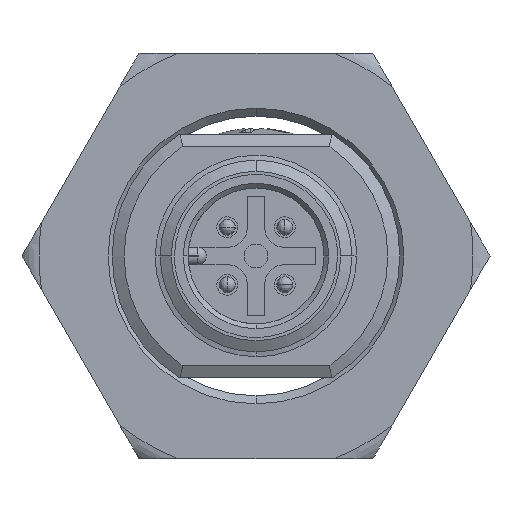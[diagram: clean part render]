
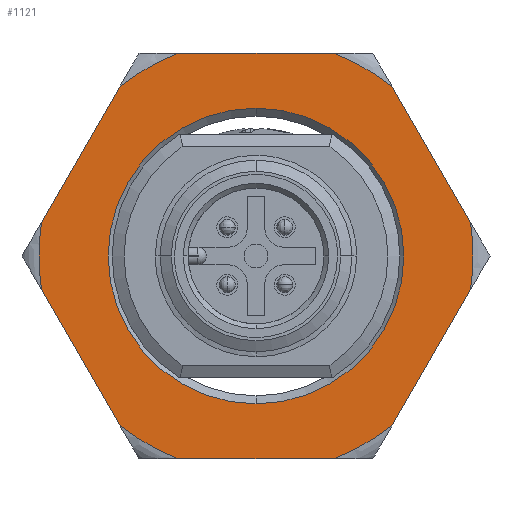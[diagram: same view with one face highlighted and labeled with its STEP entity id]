
A CAD part, front view. The second image highlights one B-rep face of the part: STEP entity #1121.
In plain terms, the highlighted planar face has unit normal (0, -1, 0).
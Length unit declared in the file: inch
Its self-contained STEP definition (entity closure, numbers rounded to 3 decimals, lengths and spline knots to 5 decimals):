
#13 = EDGE_CURVE ( 'NONE', #2132, #6158, #7142, .T. ) ;
#73 = DIRECTION ( 'NONE',  ( 0., 1., 0. ) ) ;
#140 = VERTEX_POINT ( 'NONE', #1778 ) ;
#152 = ORIENTED_EDGE ( 'NONE', *, *, #6512, .F. ) ;
#153 = DIRECTION ( 'NONE',  ( 0., 0., 1. ) ) ;
#157 = CARTESIAN_POINT ( 'NONE',  ( -0.19241, -0.62992, 0.49921 ) ) ;
#181 = CARTESIAN_POINT ( 'NONE',  ( 0.19241, -0.62992, -0.49921 ) ) ;
#225 = AXIS2_PLACEMENT_3D ( 'NONE', #5394, #4188, #4301 ) ;
#305 = CARTESIAN_POINT ( 'NONE',  ( 0., -0.62992, 0. ) ) ;
#331 = VECTOR ( 'NONE', #5818, 39.37008 ) ;
#359 = CIRCLE ( 'NONE', #561, 0.53501 ) ;
#390 = CARTESIAN_POINT ( 'NONE',  ( -0.52854, -0.62992, 0.08297 ) ) ;
#403 = EDGE_CURVE ( 'NONE', #5280, #4238, #6154, .T. ) ;
#494 = VERTEX_POINT ( 'NONE', #3969 ) ;
#498 = DIRECTION ( 'NONE',  ( 0.5, 0., 0.866 ) ) ;
#539 = DIRECTION ( 'NONE',  ( -0.5, 0., 0.866 ) ) ;
#561 = AXIS2_PLACEMENT_3D ( 'NONE', #3706, #5429, #1991 ) ;
#574 = ORIENTED_EDGE ( 'NONE', *, *, #2992, .T. ) ;
#580 = CARTESIAN_POINT ( 'NONE',  ( -0.43233, -0.62992, -0.24961 ) ) ;
#754 = DIRECTION ( 'NONE',  ( 0., 1., 0. ) ) ;
#781 = CARTESIAN_POINT ( 'NONE',  ( 0.43233, -0.62992, 0.24961 ) ) ;
#809 = EDGE_CURVE ( 'NONE', #884, #4186, #359, .T. ) ;
#861 = FACE_OUTER_BOUND ( 'NONE', #2401, .T. ) ;
#874 = VERTEX_POINT ( 'NONE', #4974 ) ;
#884 = VERTEX_POINT ( 'NONE', #1513 ) ;
#952 = VECTOR ( 'NONE', #498, 39.37008 ) ;
#1047 = AXIS2_PLACEMENT_3D ( 'NONE', #4067, #6363, #1833 ) ;
#1121 = ADVANCED_FACE ( 'NONE', ( #5424, #861 ), #4221, .F. ) ;
#1147 = VERTEX_POINT ( 'NONE', #157 ) ;
#1162 = AXIS2_PLACEMENT_3D ( 'NONE', #4886, #2621, #1417 ) ;
#1336 = ORIENTED_EDGE ( 'NONE', *, *, #13, .F. ) ;
#1374 = EDGE_CURVE ( 'NONE', #6424, #4641, #1775, .T. ) ;
#1417 = DIRECTION ( 'NONE',  ( 0., 0., 1. ) ) ;
#1513 = CARTESIAN_POINT ( 'NONE',  ( 0.19241, -0.62992, 0.49921 ) ) ;
#1654 = CARTESIAN_POINT ( 'NONE',  ( 0.33612, -0.62992, 0.41624 ) ) ;
#1666 = VECTOR ( 'NONE', #2000, 39.37008 ) ;
#1759 = VERTEX_POINT ( 'NONE', #6498 ) ;
#1764 = CIRCLE ( 'NONE', #5504, 0.53501 ) ;
#1775 = CIRCLE ( 'NONE', #225, 0.53501 ) ;
#1778 = CARTESIAN_POINT ( 'NONE',  ( -0.19241, -0.62992, -0.49921 ) ) ;
#1820 = VECTOR ( 'NONE', #2516, 39.37008 ) ;
#1833 = DIRECTION ( 'NONE',  ( 0., 0., 1. ) ) ;
#1897 = ORIENTED_EDGE ( 'NONE', *, *, #403, .F. ) ;
#1991 = DIRECTION ( 'NONE',  ( 0., 0., 1. ) ) ;
#1997 = CIRCLE ( 'NONE', #1162, 0.53501 ) ;
#2000 = DIRECTION ( 'NONE',  ( -1., 0., 0. ) ) ;
#2064 = AXIS2_PLACEMENT_3D ( 'NONE', #3583, #73, #7085 ) ;
#2132 = VERTEX_POINT ( 'NONE', #2379 ) ;
#2153 = LINE ( 'NONE', #4460, #1666 ) ;
#2158 = CARTESIAN_POINT ( 'NONE',  ( 0.43233, -0.62992, -0.24961 ) ) ;
#2175 = ORIENTED_EDGE ( 'NONE', *, *, #2860, .F. ) ;
#2319 = ORIENTED_EDGE ( 'NONE', *, *, #4207, .F. ) ;
#2343 = AXIS2_PLACEMENT_3D ( 'NONE', #4588, #5009, #3384 ) ;
#2379 = CARTESIAN_POINT ( 'NONE',  ( 0.33612, -0.62992, -0.41624 ) ) ;
#2401 = EDGE_LOOP ( 'NONE', ( #4056, #4293, #1897, #6577, #152, #2940, #5744, #1336, #2319, #2432, #2175, #2636 ) ) ;
#2429 = CARTESIAN_POINT ( 'NONE',  ( 0., -0.62992, 0.49921 ) ) ;
#2432 = ORIENTED_EDGE ( 'NONE', *, *, #1374, .F. ) ;
#2456 = EDGE_CURVE ( 'NONE', #1759, #3887, #5315, .T. ) ;
#2516 = DIRECTION ( 'NONE',  ( 0.5, 0., -0.866 ) ) ;
#2621 = DIRECTION ( 'NONE',  ( 0., 1., 0. ) ) ;
#2636 = ORIENTED_EDGE ( 'NONE', *, *, #809, .F. ) ;
#2752 = LINE ( 'NONE', #2158, #3466 ) ;
#2860 = EDGE_CURVE ( 'NONE', #4186, #6424, #3649, .T. ) ;
#2940 = ORIENTED_EDGE ( 'NONE', *, *, #6374, .F. ) ;
#2992 = EDGE_CURVE ( 'NONE', #3887, #1759, #6542, .T. ) ;
#3044 = DIRECTION ( 'NONE',  ( 0., 0., 1. ) ) ;
#3384 = DIRECTION ( 'NONE',  ( 0., 0., 1. ) ) ;
#3466 = VECTOR ( 'NONE', #4533, 39.37008 ) ;
#3487 = LINE ( 'NONE', #2429, #331 ) ;
#3530 = AXIS2_PLACEMENT_3D ( 'NONE', #6435, #7042, #153 ) ;
#3583 = CARTESIAN_POINT ( 'NONE',  ( 0., -0.62992, 0. ) ) ;
#3649 = LINE ( 'NONE', #781, #1820 ) ;
#3706 = CARTESIAN_POINT ( 'NONE',  ( 0., -0.62992, 0. ) ) ;
#3824 = EDGE_CURVE ( 'NONE', #874, #5280, #1764, .T. ) ;
#3837 = CARTESIAN_POINT ( 'NONE',  ( 0.52854, -0.62992, 0.08297 ) ) ;
#3887 = VERTEX_POINT ( 'NONE', #6762 ) ;
#3969 = CARTESIAN_POINT ( 'NONE',  ( -0.33612, -0.62992, -0.41624 ) ) ;
#3990 = CARTESIAN_POINT ( 'NONE',  ( 0.52854, -0.62992, -0.08297 ) ) ;
#4044 = EDGE_CURVE ( 'NONE', #1147, #884, #3487, .T. ) ;
#4056 = ORIENTED_EDGE ( 'NONE', *, *, #4044, .F. ) ;
#4067 = CARTESIAN_POINT ( 'NONE',  ( 0., -0.62992, 0. ) ) ;
#4151 = AXIS2_PLACEMENT_3D ( 'NONE', #305, #5388, #4896 ) ;
#4186 = VERTEX_POINT ( 'NONE', #1654 ) ;
#4188 = DIRECTION ( 'NONE',  ( 0., 1., 0. ) ) ;
#4207 = EDGE_CURVE ( 'NONE', #4641, #2132, #2752, .T. ) ;
#4221 = PLANE ( 'NONE',  #4151 ) ;
#4238 = VERTEX_POINT ( 'NONE', #5589 ) ;
#4288 = CIRCLE ( 'NONE', #1047, 0.53501 ) ;
#4293 = ORIENTED_EDGE ( 'NONE', *, *, #5839, .F. ) ;
#4301 = DIRECTION ( 'NONE',  ( 0., 0., 1. ) ) ;
#4413 = EDGE_LOOP ( 'NONE', ( #574, #5722 ) ) ;
#4460 = CARTESIAN_POINT ( 'NONE',  ( 0., -0.62992, -0.49921 ) ) ;
#4533 = DIRECTION ( 'NONE',  ( -0.5, 0., -0.866 ) ) ;
#4588 = CARTESIAN_POINT ( 'NONE',  ( 0., -0.62992, 0. ) ) ;
#4641 = VERTEX_POINT ( 'NONE', #3990 ) ;
#4645 = LINE ( 'NONE', #580, #6944 ) ;
#4886 = CARTESIAN_POINT ( 'NONE',  ( 0., -0.62992, 0. ) ) ;
#4896 = DIRECTION ( 'NONE',  ( 0., 0., 1. ) ) ;
#4974 = CARTESIAN_POINT ( 'NONE',  ( -0.52854, -0.62992, -0.08297 ) ) ;
#5009 = DIRECTION ( 'NONE',  ( 0., 1., 0. ) ) ;
#5280 = VERTEX_POINT ( 'NONE', #390 ) ;
#5315 = CIRCLE ( 'NONE', #2064, 0.36417 ) ;
#5358 = EDGE_CURVE ( 'NONE', #6158, #140, #2153, .T. ) ;
#5388 = DIRECTION ( 'NONE',  ( 0., 1., 0. ) ) ;
#5394 = CARTESIAN_POINT ( 'NONE',  ( 0., -0.62992, 0. ) ) ;
#5424 = FACE_BOUND ( 'NONE', #4413, .T. ) ;
#5429 = DIRECTION ( 'NONE',  ( 0., 1., 0. ) ) ;
#5504 = AXIS2_PLACEMENT_3D ( 'NONE', #5915, #754, #3044 ) ;
#5589 = CARTESIAN_POINT ( 'NONE',  ( -0.33612, -0.62992, 0.41624 ) ) ;
#5722 = ORIENTED_EDGE ( 'NONE', *, *, #2456, .T. ) ;
#5744 = ORIENTED_EDGE ( 'NONE', *, *, #5358, .F. ) ;
#5818 = DIRECTION ( 'NONE',  ( 1., 0., 0. ) ) ;
#5839 = EDGE_CURVE ( 'NONE', #4238, #1147, #4288, .T. ) ;
#5915 = CARTESIAN_POINT ( 'NONE',  ( 0., -0.62992, 0. ) ) ;
#6154 = LINE ( 'NONE', #7354, #952 ) ;
#6158 = VERTEX_POINT ( 'NONE', #181 ) ;
#6363 = DIRECTION ( 'NONE',  ( 0., 1., 0. ) ) ;
#6374 = EDGE_CURVE ( 'NONE', #140, #494, #1997, .T. ) ;
#6424 = VERTEX_POINT ( 'NONE', #3837 ) ;
#6435 = CARTESIAN_POINT ( 'NONE',  ( 0., -0.62992, 0. ) ) ;
#6498 = CARTESIAN_POINT ( 'NONE',  ( 0., -0.62992, 0.36417 ) ) ;
#6512 = EDGE_CURVE ( 'NONE', #494, #874, #4645, .T. ) ;
#6542 = CIRCLE ( 'NONE', #2343, 0.36417 ) ;
#6577 = ORIENTED_EDGE ( 'NONE', *, *, #3824, .F. ) ;
#6762 = CARTESIAN_POINT ( 'NONE',  ( 0., -0.62992, -0.36417 ) ) ;
#6944 = VECTOR ( 'NONE', #539, 39.37008 ) ;
#7042 = DIRECTION ( 'NONE',  ( 0., 1., 0. ) ) ;
#7085 = DIRECTION ( 'NONE',  ( 0., 0., 1. ) ) ;
#7142 = CIRCLE ( 'NONE', #3530, 0.53501 ) ;
#7354 = CARTESIAN_POINT ( 'NONE',  ( -0.43233, -0.62992, 0.24961 ) ) ;
